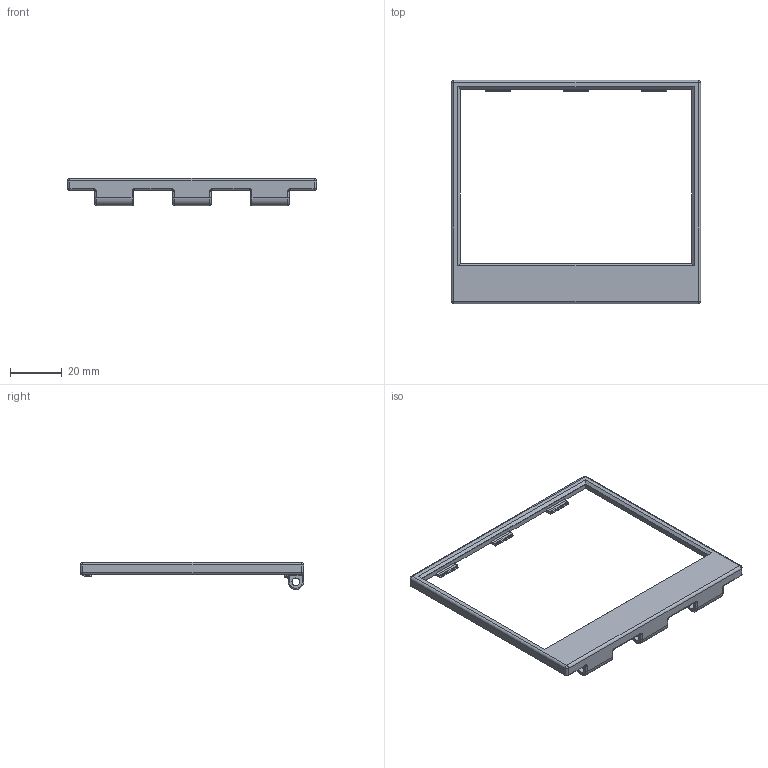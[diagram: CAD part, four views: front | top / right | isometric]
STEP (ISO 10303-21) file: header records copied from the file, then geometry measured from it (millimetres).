
FILE_DESCRIPTION (( 'STEP AP214' ), '1' );
FILE_NAME ('display_bezel.STEP', '2020-08-03T13:19:08', ( '' ), ( '' ), 'SwSTEP 2.0', 'SolidWorks 2019', '' );
FILE_SCHEMA (( 'AUTOMOTIVE_DESIGN' ));
Length unit declared in the file: millimetre
Products named in the file (1): display_bezel
Bounding box: 96 x 86 x 10.5 mm (x, y, z)
Volume: 7305.5 mm3; surface area: 8481.2 mm2
Topology: 1 solids, 1 shells, 208 faces, 519 edges, 306 vertices
Faces by surface type: cylinder 101, plane 66, torus 31, sphere 10
Entity records: 6088 total; most frequent: CARTESIAN_POINT 1204, DIRECTION 1046, ORIENTED_EDGE 1018, EDGE_CURVE 509, AXIS2_PLACEMENT_3D 388, VERTEX_POINT 306, VECTOR 270, LINE 270
